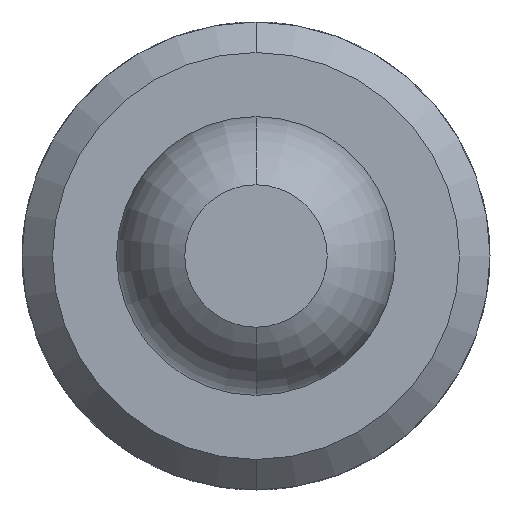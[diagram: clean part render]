
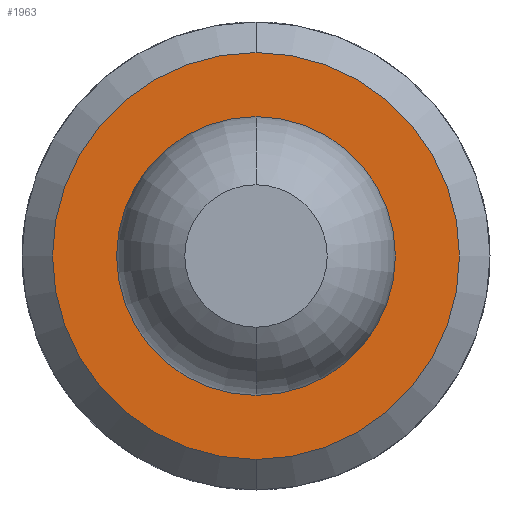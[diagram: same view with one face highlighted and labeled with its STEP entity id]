
A CAD part, front view. The second image highlights one B-rep face of the part: STEP entity #1963.
In plain terms, the highlighted planar face has unit normal (0, -1, 0).
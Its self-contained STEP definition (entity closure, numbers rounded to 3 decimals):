
#148 = CARTESIAN_POINT ( 'NONE',  ( 0., 7.2, 1. ) ) ;
#280 = EDGE_CURVE ( 'Defeature ausgef�hrt1_20+Defeature ausgef�hrt1_21+Defeature ausgef�hrt1_21+Defeature ausgef�hrt1_21', #3838, #3411, #1404, .T. ) ;
#324 = AXIS2_PLACEMENT_3D ( 'NONE', #2026, #3693, #4414 ) ;
#353 = CARTESIAN_POINT ( 'NONE',  ( 0., 7.2, 0. ) ) ;
#504 = AXIS2_PLACEMENT_3D ( 'NONE', #353, #3795, #3089 ) ;
#571 = CARTESIAN_POINT ( 'NONE',  ( 0.35, 7.2, 0. ) ) ;
#632 = DIRECTION ( 'NONE',  ( 0., 1., 0. ) ) ;
#635 = PLANE ( 'NONE',  #930 ) ;
#722 = VERTEX_POINT ( 'NONE', #948 ) ;
#804 = ORIENTED_EDGE ( 'NONE', *, *, #4417, .T. ) ;
#915 = CARTESIAN_POINT ( 'NONE',  ( 0., 7.2, -0.35 ) ) ;
#930 = AXIS2_PLACEMENT_3D ( 'NONE', #571, #3309, #1274 ) ;
#948 = CARTESIAN_POINT ( 'NONE',  ( 0., 7.2, 0.35 ) ) ;
#1274 = DIRECTION ( 'NONE',  ( 0., 0., 1. ) ) ;
#1404 = CIRCLE ( 'NONE', #504, 1. ) ;
#1758 = ORIENTED_EDGE ( 'NONE', *, *, #3649, .F. ) ;
#1963 = ADVANCED_FACE ( 'Defeature ausgef�hrt1_21', ( #4322, #2318 ), #635, .F. ) ;
#1995 = DIRECTION ( 'NONE',  ( 0., 1., 0. ) ) ;
#2026 = CARTESIAN_POINT ( 'NONE',  ( 0., 7.2, 0. ) ) ;
#2318 = FACE_BOUND ( 'NONE', #3401, .T. ) ;
#2389 = VERTEX_POINT ( 'NONE', #915 ) ;
#2550 = ORIENTED_EDGE ( 'NONE', *, *, #280, .F. ) ;
#2624 = AXIS2_PLACEMENT_3D ( 'NONE', #3001, #1995, #4086 ) ;
#2752 = CIRCLE ( 'NONE', #2624, 0.35 ) ;
#3001 = CARTESIAN_POINT ( 'NONE',  ( 0., 7.2, 0. ) ) ;
#3047 = DIRECTION ( 'NONE',  ( 0., 0., 1. ) ) ;
#3089 = DIRECTION ( 'NONE',  ( 0., 0., 1. ) ) ;
#3091 = AXIS2_PLACEMENT_3D ( 'NONE', #4071, #632, #3047 ) ;
#3214 = CIRCLE ( 'NONE', #3091, 0.35 ) ;
#3309 = DIRECTION ( 'NONE',  ( 0., 1., 0. ) ) ;
#3399 = CIRCLE ( 'NONE', #324, 1. ) ;
#3401 = EDGE_LOOP ( 'NONE', ( #4436, #804 ) ) ;
#3411 = VERTEX_POINT ( 'NONE', #148 ) ;
#3535 = CARTESIAN_POINT ( 'NONE',  ( 0., 7.2, -1. ) ) ;
#3579 = EDGE_LOOP ( 'NONE', ( #1758, #2550 ) ) ;
#3649 = EDGE_CURVE ( 'Defeature ausgef�hrt1_20+Defeature ausgef�hrt1_21+Defeature ausgef�hrt1_21+Defeature ausgef�hrt1_21', #3411, #3838, #3399, .T. ) ;
#3693 = DIRECTION ( 'NONE',  ( 0., 1., 0. ) ) ;
#3795 = DIRECTION ( 'NONE',  ( 0., 1., 0. ) ) ;
#3838 = VERTEX_POINT ( 'NONE', #3535 ) ;
#4071 = CARTESIAN_POINT ( 'NONE',  ( 0., 7.2, 0. ) ) ;
#4086 = DIRECTION ( 'NONE',  ( 0., 0., 1. ) ) ;
#4322 = FACE_OUTER_BOUND ( 'NONE', #3579, .T. ) ;
#4414 = DIRECTION ( 'NONE',  ( 0., 0., 1. ) ) ;
#4417 = EDGE_CURVE ( 'Defeature ausgef�hrt1_21+Defeature ausgef�hrt1_22+Defeature ausgef�hrt1_22+Defeature ausgef�hrt1_22', #2389, #722, #2752, .T. ) ;
#4436 = ORIENTED_EDGE ( 'NONE', *, *, #4448, .T. ) ;
#4448 = EDGE_CURVE ( 'Defeature ausgef�hrt1_21+Defeature ausgef�hrt1_22+Defeature ausgef�hrt1_22+Defeature ausgef�hrt1_22', #722, #2389, #3214, .T. ) ;
